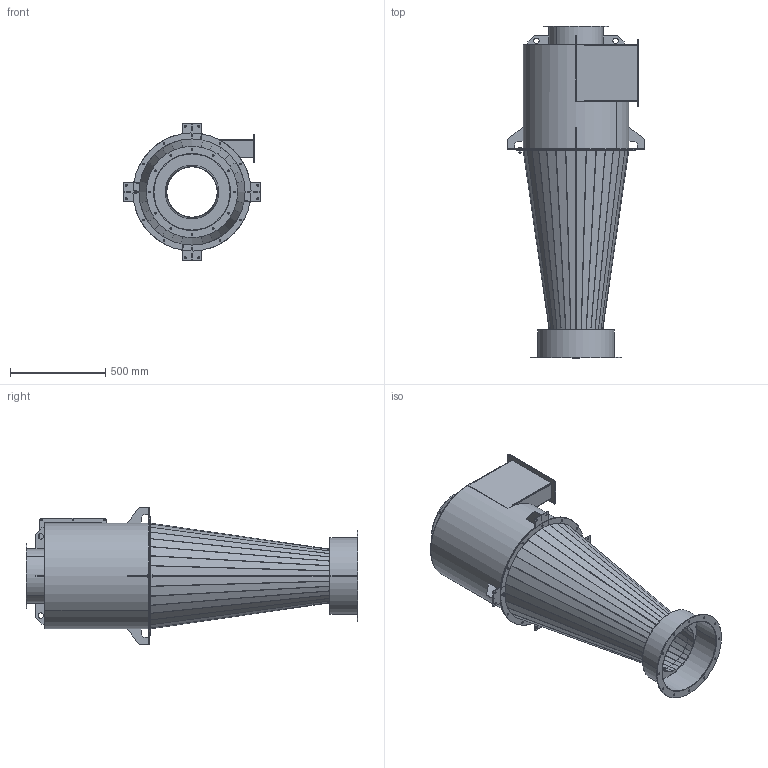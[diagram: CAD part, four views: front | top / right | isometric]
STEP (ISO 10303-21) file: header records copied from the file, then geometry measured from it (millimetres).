
FILE_DESCRIPTION (( 'STEP AP203' ), '1' );
FILE_NAME ('CYSE06.STEP', '2023-11-21T09:23:30', ( '' ), ( '' ), 'SwSTEP 2.0', 'SolidWorks 2022', '' );
FILE_SCHEMA (( 'CONFIG_CONTROL_DESIGN' ));
Length unit declared in the file: millimetre
Products named in the file (22): PH-D008-27 - FLANGE 100x300_Výchozí; PRGG-DNXXXX - FLANGE G&G_PRGG-DN280; CO-S344-06 - PART_Výchozí; CO-S342-01 - PART_Výchozí; CO-S344-07 - PART_Výchozí; CO-S343-00 - CONE_Výchozí; CO-S342-02 - PART_Výchozí; CO-S344-05 - PART_Výchozí; CO-S343-04 - PART_Výchozí; CO-S344-04 - PART_Výchozí; BOLT JOINT - B+W-W+N_M8x25-X8-W; CO-S342-00 - INPUT_Výchozí; CO-S344-02 - PART_Výchozí; CO-S345-00 - CYCLONE_Výchozí; CO-S344-01 - PART_Výchozí; CO-S343-03 - PART_Výchozí; PRGG-DNXXXX - FLANGE G&G_PRGG-DN400; CO-S343-02 - PART_Výchozí; CO-S343-01 - PART_Výchozí; CO-S344-03 - PART_Výchozí; CO-CYGG-200-00 - CW 10-23_Výchozí; CYSE06
Assembly tree (37 placements, depth 5):
  CYSE06
    CO-CYGG-200-00 - CW 10-23_Výchozí
      CO-S345-00 - CYCLONE_Výchozí
        CO-S344-01 - PART_Výchozí
        CO-S344-02 - PART_Výchozí  x4
        CO-S344-03 - PART_Výchozí
        CO-S344-04 - PART_Výchozí
        CO-S344-05 - PART_Výchozí  x4
        CO-S344-06 - PART_Výchozí  x4
        CO-S342-00 - INPUT_Výchozí
          CO-S342-01 - PART_Výchozí
          CO-S342-02 - PART_Výchozí
          PH-D008-27 - FLANGE 100x300_Výchozí
        PRGG-DNXXXX - FLANGE G&G_PRGG-DN280
        CO-S344-07 - PART_Výchozí
      CO-S343-00 - CONE_Výchozí
        CO-S343-01 - PART_Výchozí  x2
        CO-S343-02 - PART_Výchozí
        CO-S343-03 - PART_Výchozí  x4
        CO-S343-04 - PART_Výchozí  x4
        PRGG-DNXXXX - FLANGE G&G_PRGG-DN400
      BOLT JOINT - B+W-W+N_M8x25-X8-W
Bounding box: 720 x 1743 x 720 mm (x, y, z)
Volume: 7530150 mm3; surface area: 7126329.2 mm2
Topology: 33 solids, 33 shells, 665 faces, 1530 edges, 936 vertices
Faces by surface type: plane 353, cylinder 256, bspline 56
Entity records: 12358 total; most frequent: CARTESIAN_POINT 2027, DIRECTION 1660, ORIENTED_EDGE 1482, EDGE_CURVE 741, AXIS2_PLACEMENT_3D 603, VERTEX_POINT 466, VECTOR 454, LINE 454
